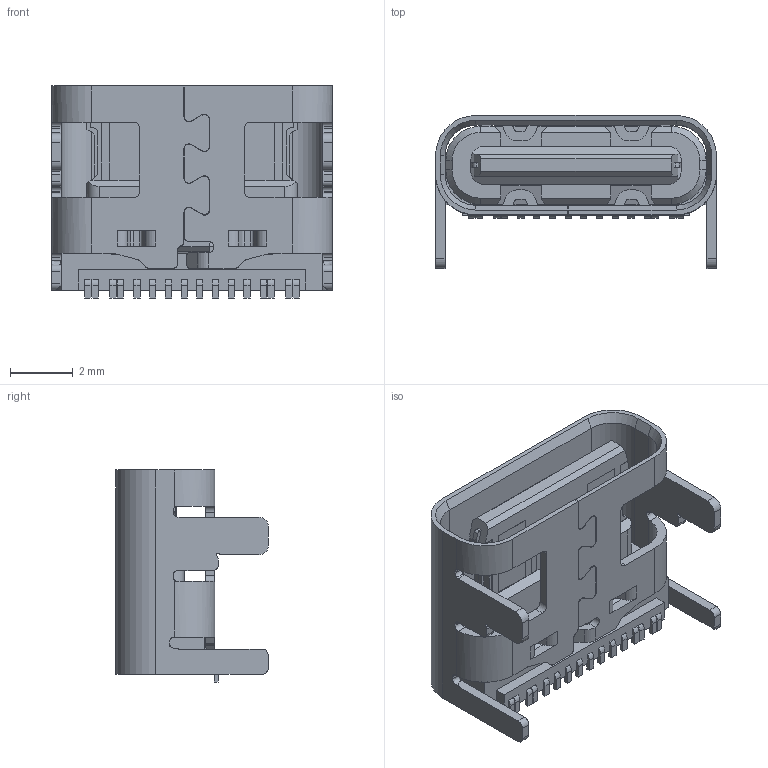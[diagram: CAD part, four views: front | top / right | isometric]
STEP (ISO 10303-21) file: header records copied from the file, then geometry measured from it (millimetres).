
FILE_DESCRIPTION (( 'STEP AP214' ), '1' );
FILE_NAME ('Same_Sky_UJ20-C-H-G-SMT-P16-TR.step', '2024-11-13T19:59:03', ( '' ), ( '' ), 'SwSTEP 2.0', 'SolidWorks 2024', '' );
FILE_SCHEMA (( 'AUTOMOTIVE_DESIGN' ));
Length unit declared in the file: inch
Products named in the file (1): Same_Sky_UJ20-C-H-G-SMT-P16-TR
Bounding box: 8.94 x 4.86 x 6.75 mm (x, y, z)
Volume: 96.1 mm3; surface area: 432.2 mm2
Topology: 1 solids, 1 shells, 615 faces, 1817 edges, 1175 vertices
Faces by surface type: plane 432, cylinder 164, cone 13, bspline 6
Entity records: 21130 total; most frequent: CARTESIAN_POINT 4576, ORIENTED_EDGE 3632, DIRECTION 3271, EDGE_CURVE 1816, LINE 1397, VECTOR 1397, VERTEX_POINT 1175, AXIS2_PLACEMENT_3D 937
